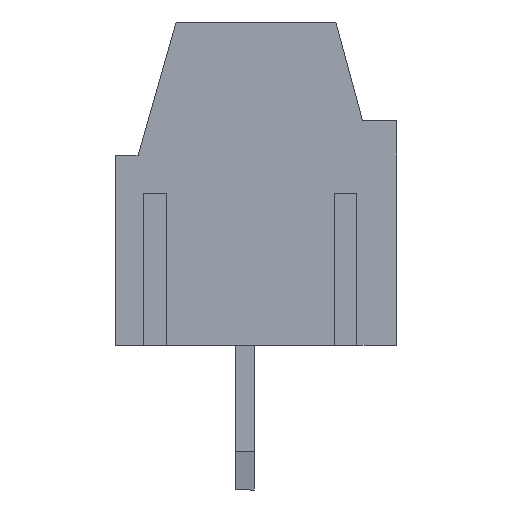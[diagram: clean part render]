
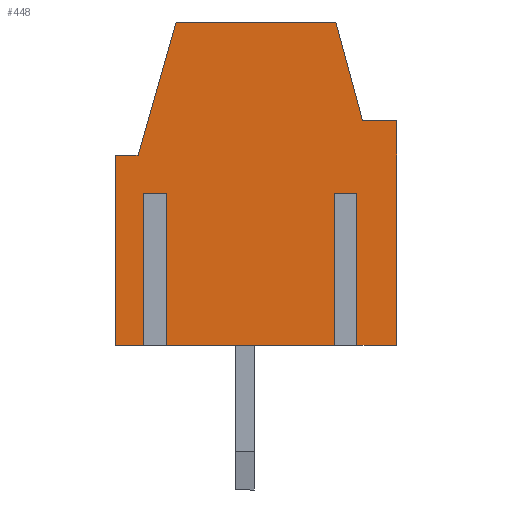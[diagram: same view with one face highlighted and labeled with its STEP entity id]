
A CAD part, left-side view. The second image highlights one B-rep face of the part: STEP entity #448.
In plain terms, the highlighted planar face has unit normal (-1, 0, 0).
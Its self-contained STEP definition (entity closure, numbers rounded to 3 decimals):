
#448 = ADVANCED_FACE( '', ( #972 ), #973, .T. );
#972 = FACE_OUTER_BOUND( '', #1654, .T. );
#973 = PLANE( '', #1655 );
#1654 = EDGE_LOOP( '', ( #2741, #2742, #2743, #2744, #2745, #2746, #2747, #2748, #2749, #2750, #2751, #2752, #2753, #2754, #2755, #2756 ) );
#1655 = AXIS2_PLACEMENT_3D( '', #2757, #2758, #2759 );
#2741 = ORIENTED_EDGE( '', *, *, #4417, .F. );
#2742 = ORIENTED_EDGE( '', *, *, #4418, .F. );
#2743 = ORIENTED_EDGE( '', *, *, #4419, .T. );
#2744 = ORIENTED_EDGE( '', *, *, #4343, .T. );
#2745 = ORIENTED_EDGE( '', *, *, #4420, .T. );
#2746 = ORIENTED_EDGE( '', *, *, #4421, .T. );
#2747 = ORIENTED_EDGE( '', *, *, #4422, .T. );
#2748 = ORIENTED_EDGE( '', *, *, #4423, .T. );
#2749 = ORIENTED_EDGE( '', *, *, #4372, .T. );
#2750 = ORIENTED_EDGE( '', *, *, #4424, .T. );
#2751 = ORIENTED_EDGE( '', *, *, #4261, .T. );
#2752 = ORIENTED_EDGE( '', *, *, #4333, .T. );
#2753 = ORIENTED_EDGE( '', *, *, #4293, .F. );
#2754 = ORIENTED_EDGE( '', *, *, #4425, .F. );
#2755 = ORIENTED_EDGE( '', *, *, #4426, .T. );
#2756 = ORIENTED_EDGE( '', *, *, #4330, .T. );
#2757 = CARTESIAN_POINT( '', ( -5.715, 0., 0. ) );
#2758 = DIRECTION( '', ( -1., 0., 0. ) );
#2759 = DIRECTION( '', ( 0., 0., 1. ) );
#4261 = EDGE_CURVE( '', #5070, #5071, #5072, .T. );
#4293 = EDGE_CURVE( '', #5126, #5121, #5128, .T. );
#4330 = EDGE_CURVE( '', #5191, #5188, #5192, .T. );
#4333 = EDGE_CURVE( '', #5071, #5121, #5196, .T. );
#4343 = EDGE_CURVE( '', #5214, #5212, #5215, .T. );
#4372 = EDGE_CURVE( '', #5262, #5263, #5264, .T. );
#4417 = EDGE_CURVE( '', #5336, #5188, #5337, .T. );
#4418 = EDGE_CURVE( '', #5338, #5336, #5339, .T. );
#4419 = EDGE_CURVE( '', #5338, #5214, #5340, .T. );
#4420 = EDGE_CURVE( '', #5212, #5341, #5342, .T. );
#4421 = EDGE_CURVE( '', #5341, #5343, #5344, .T. );
#4422 = EDGE_CURVE( '', #5343, #5345, #5346, .T. );
#4423 = EDGE_CURVE( '', #5345, #5262, #5347, .T. );
#4424 = EDGE_CURVE( '', #5263, #5070, #5348, .T. );
#4425 = EDGE_CURVE( '', #5349, #5126, #5350, .T. );
#4426 = EDGE_CURVE( '', #5349, #5191, #5351, .T. );
#5070 = VERTEX_POINT( '', #6193 );
#5071 = VERTEX_POINT( '', #6194 );
#5072 = LINE( '', #6195, #6196 );
#5121 = VERTEX_POINT( '', #6268 );
#5126 = VERTEX_POINT( '', #6275 );
#5128 = LINE( '', #6278, #6279 );
#5188 = VERTEX_POINT( '', #6361 );
#5191 = VERTEX_POINT( '', #6365 );
#5192 = LINE( '', #6366, #6367 );
#5196 = LINE( '', #6373, #6374 );
#5212 = VERTEX_POINT( '', #6398 );
#5214 = VERTEX_POINT( '', #6401 );
#5215 = LINE( '', #6402, #6403 );
#5262 = VERTEX_POINT( '', #6477 );
#5263 = VERTEX_POINT( '', #6478 );
#5264 = LINE( '', #6479, #6480 );
#5336 = VERTEX_POINT( '', #6584 );
#5337 = LINE( '', #6585, #6586 );
#5338 = VERTEX_POINT( '', #6587 );
#5339 = LINE( '', #6588, #6589 );
#5340 = LINE( '', #6590, #6591 );
#5341 = VERTEX_POINT( '', #6592 );
#5342 = LINE( '', #6593, #6594 );
#5343 = VERTEX_POINT( '', #6595 );
#5344 = LINE( '', #6596, #6597 );
#5345 = VERTEX_POINT( '', #6598 );
#5346 = LINE( '', #6599, #6600 );
#5347 = LINE( '', #6601, #6602 );
#5348 = LINE( '', #6603, #6604 );
#5349 = VERTEX_POINT( '', #6605 );
#5350 = LINE( '', #6606, #6607 );
#5351 = LINE( '', #6608, #6609 );
#6193 = CARTESIAN_POINT( '', ( -5.715, 3.7, 2.05 ) );
#6194 = CARTESIAN_POINT( '', ( -5.715, 3.7, -2.95 ) );
#6195 = CARTESIAN_POINT( '', ( -5.715, 3.7, 2.05 ) );
#6196 = VECTOR( '', #7566, 1000. );
#6268 = CARTESIAN_POINT( '', ( -5.715, 2.95, -2.95 ) );
#6275 = CARTESIAN_POINT( '', ( -5.715, 2.95, 1.05 ) );
#6278 = CARTESIAN_POINT( '', ( -5.715, 2.95, 1.05 ) );
#6279 = VECTOR( '', #7593, 1000. );
#6361 = CARTESIAN_POINT( '', ( -5.715, -2.05, -2.95 ) );
#6365 = CARTESIAN_POINT( '', ( -5.715, 2.35, -2.95 ) );
#6366 = CARTESIAN_POINT( '', ( -5.715, 3.7, -2.95 ) );
#6367 = VECTOR( '', #7632, 1000. );
#6373 = CARTESIAN_POINT( '', ( -5.715, 3.7, -2.95 ) );
#6374 = VECTOR( '', #7635, 1000. );
#6398 = CARTESIAN_POINT( '', ( -5.715, -3.7, -2.95 ) );
#6401 = CARTESIAN_POINT( '', ( -5.715, -2.65, -2.95 ) );
#6402 = CARTESIAN_POINT( '', ( -5.715, 3.7, -2.95 ) );
#6403 = VECTOR( '', #7645, 1000. );
#6477 = CARTESIAN_POINT( '', ( -5.715, 2.1, 5.55 ) );
#6478 = CARTESIAN_POINT( '', ( -5.715, 3.1, 2.05 ) );
#6479 = CARTESIAN_POINT( '', ( -5.715, 3.1, 2.05 ) );
#6480 = VECTOR( '', #7673, 1000. );
#6584 = CARTESIAN_POINT( '', ( -5.715, -2.05, 1.05 ) );
#6585 = CARTESIAN_POINT( '', ( -5.715, -2.05, 1.05 ) );
#6586 = VECTOR( '', #7712, 1000. );
#6587 = CARTESIAN_POINT( '', ( -5.715, -2.65, 1.05 ) );
#6588 = CARTESIAN_POINT( '', ( -5.715, -2.65, 1.05 ) );
#6589 = VECTOR( '', #7713, 1000. );
#6590 = CARTESIAN_POINT( '', ( -5.715, -2.65, 1.05 ) );
#6591 = VECTOR( '', #7714, 1000. );
#6592 = CARTESIAN_POINT( '', ( -5.715, -3.7, 2.95 ) );
#6593 = CARTESIAN_POINT( '', ( -5.715, -3.7, -2.95 ) );
#6594 = VECTOR( '', #7715, 1000. );
#6595 = CARTESIAN_POINT( '', ( -5.715, -2.8, 2.95 ) );
#6596 = CARTESIAN_POINT( '', ( -5.715, -3.7, 2.95 ) );
#6597 = VECTOR( '', #7716, 1000. );
#6598 = CARTESIAN_POINT( '', ( -5.715, -2.1, 5.55 ) );
#6599 = CARTESIAN_POINT( '', ( -5.715, -2.8, 2.95 ) );
#6600 = VECTOR( '', #7717, 1000. );
#6601 = CARTESIAN_POINT( '', ( -5.715, -2.1, 5.55 ) );
#6602 = VECTOR( '', #7718, 1000. );
#6603 = CARTESIAN_POINT( '', ( -5.715, 3.7, 2.05 ) );
#6604 = VECTOR( '', #7719, 1000. );
#6605 = CARTESIAN_POINT( '', ( -5.715, 2.35, 1.05 ) );
#6606 = CARTESIAN_POINT( '', ( -5.715, 2.35, 1.05 ) );
#6607 = VECTOR( '', #7720, 1000. );
#6608 = CARTESIAN_POINT( '', ( -5.715, 2.35, 1.05 ) );
#6609 = VECTOR( '', #7721, 1000. );
#7566 = DIRECTION( '', ( 0., 0., -1. ) );
#7593 = DIRECTION( '', ( 0., 0., -1. ) );
#7632 = DIRECTION( '', ( 0., -1., 0. ) );
#7635 = DIRECTION( '', ( 0., -1., 0. ) );
#7645 = DIRECTION( '', ( 0., -1., 0. ) );
#7673 = DIRECTION( '', ( 0., 0.275, -0.962 ) );
#7712 = DIRECTION( '', ( 0., 0., -1. ) );
#7713 = DIRECTION( '', ( 0., 1., 0. ) );
#7714 = DIRECTION( '', ( 0., 0., -1. ) );
#7715 = DIRECTION( '', ( 0., 0., 1. ) );
#7716 = DIRECTION( '', ( 0., 1., 0. ) );
#7717 = DIRECTION( '', ( 0., 0.26, 0.966 ) );
#7718 = DIRECTION( '', ( 0., 1., 0. ) );
#7719 = DIRECTION( '', ( 0., 1., 0. ) );
#7720 = DIRECTION( '', ( 0., 1., 0. ) );
#7721 = DIRECTION( '', ( 0., 0., -1. ) );
